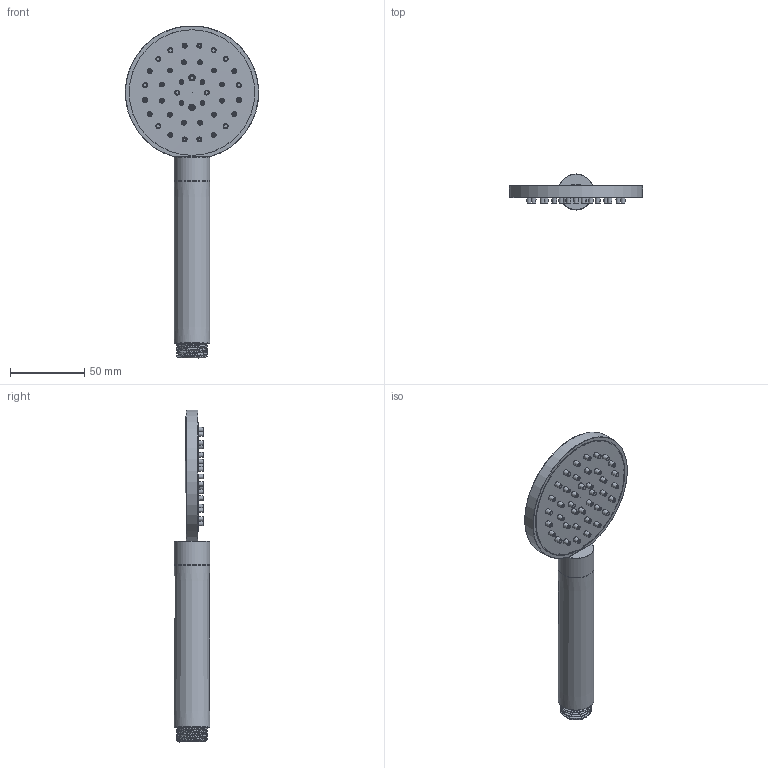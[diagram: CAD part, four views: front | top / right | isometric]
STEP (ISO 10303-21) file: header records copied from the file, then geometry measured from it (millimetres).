
FILE_DESCRIPTION(/* description */ ('Unknown'),/* implementation_level */ '2;1');
FILE_NAME(/* name */ 'M353-20',/* time_stamp */ '2020-03-18T08:48:22+01:00',/* author */ ('Unknown'),/* organization */ ('Unknown'),/* preprocessor_version */ 'ST-DEVELOPER v16.7',/* originating_system */ 'DEX',/* authorisation */ $);
FILE_SCHEMA (('AUTOMOTIVE_DESIGN {1 0 10303 214 3 1 1}'));
Length unit declared in the file: millimetre
Products named in the file (2): M353-00; E082108_0
Assembly tree (1 placements, depth 2):
  M353-00
    E082108_0
Bounding box: 89.67 x 24.26 x 223.74 mm (x, y, z)
Volume: 70630.8 mm3; surface area: 66804.1 mm2
Topology: 1 solids, 1 shells, 1158 faces, 2846 edges, 1836 vertices
Faces by surface type: plane 410, bspline 275, cylinder 151, cone 145, torus 124, sphere 53
Full cylindrical faces by diameter (mm): 3.2 x2, 4.4 x2, 5.99 x1, 15 x1, 15.3 x1, 18.8 x2, 19.6 x2, 19.8 x4, 21.8 x1, 22 x1, 24 x1, 73.7 x1, 74 x1, 77.5 x1, 83 x1, 84.8 x2, 85.15 x1
Entity records: 55712 total; most frequent: CARTESIAN_POINT 23520, ORIENTED_EDGE 4892, DIRECTION 4199, EDGE_CURVE 2446, AXIS2_PLACEMENT_3D 1722, VERTEX_POINT 1686, EDGE_LOOP 1570, FACE_BOUND 1570
